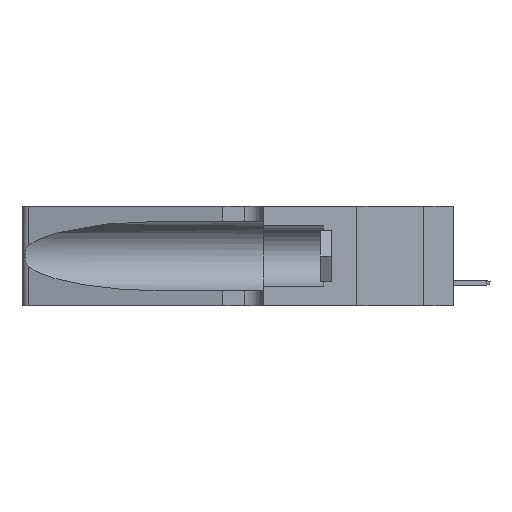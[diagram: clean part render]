
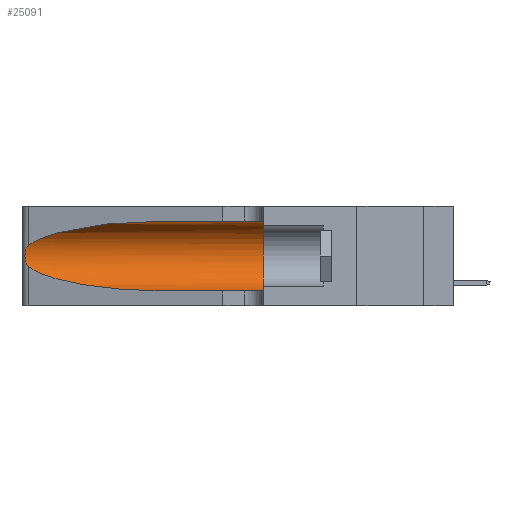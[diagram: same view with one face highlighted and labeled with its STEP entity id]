
A CAD part, left-side view. The second image highlights one B-rep face of the part: STEP entity #25091.
In plain terms, the highlighted cylindrical face has radius 3.308 mm (diameter 6.617 mm), a partial arc.
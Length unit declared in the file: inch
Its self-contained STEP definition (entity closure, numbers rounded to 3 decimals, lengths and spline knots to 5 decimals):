
#589 = EDGE_CURVE ( 'NONE', #16325, #19757, #31386, .T. ) ;
#2872 = DIRECTION ( 'NONE',  ( 0., 0., -1. ) ) ;
#3279 = EDGE_CURVE ( 'NONE', #12108, #14439, #25281, .T. ) ;
#4034 = CARTESIAN_POINT ( 'NONE',  ( 0.1305, 0.35, 0.31525 ) ) ;
#4464 = CARTESIAN_POINT ( 'NONE',  ( 0.1305, 0.35, 0.05475 ) ) ;
#4846 = CARTESIAN_POINT ( 'NONE',  ( 0.26075, 1.23896, 0.178 ) ) ;
#5018 = CARTESIAN_POINT ( 'NONE',  ( 0.26018, 1.23835, 0.19895 ) ) ;
#5432 = AXIS2_PLACEMENT_3D ( 'NONE', #18261, #12017, #6670 ) ;
#6309 = CARTESIAN_POINT ( 'NONE',  ( 0.1305, 0.72297, 0.05475 ) ) ;
#6670 = DIRECTION ( 'NONE',  ( 0., 0., 1. ) ) ;
#7790 = CARTESIAN_POINT ( 'NONE',  ( 0.25856, 1.23593, 0.16098 ) ) ;
#7956 = EDGE_CURVE ( 'NONE', #23231, #16325, #33212, .T. ) ;
#7966 = CARTESIAN_POINT ( 'NONE',  ( 0.25639, 1.23184, 0.21858 ) ) ;
#8335 = CARTESIAN_POINT ( 'NONE',  ( 0.25639, 1.23186, 0.15144 ) ) ;
#10569 = CARTESIAN_POINT ( 'NONE',  ( 0.25555, 1.22994, 0.2215 ) ) ;
#10747 = CARTESIAN_POINT ( 'NONE',  ( 0.25487, 1.22718, 0.22369 ) ) ;
#11106 = CARTESIAN_POINT ( 'NONE',  ( 0.25854, 1.2359, 0.20912 ) ) ;
#12017 = DIRECTION ( 'NONE',  ( 0., 1., 0. ) ) ;
#12108 = VERTEX_POINT ( 'NONE', #14123 ) ;
#13651 = DIRECTION ( 'NONE',  ( 0., -1., 0. ) ) ;
#14123 = CARTESIAN_POINT ( 'NONE',  ( 0.25487, 1.22718, 0.14631 ) ) ;
#14420 = EDGE_CURVE ( 'NONE', #23231, #22124, #30475, .T. ) ;
#14439 = VERTEX_POINT ( 'NONE', #6309 ) ;
#16325 = VERTEX_POINT ( 'NONE', #4034 ) ;
#16402 = CARTESIAN_POINT ( 'NONE',  ( 0.1305, 1.61858, 0.31525 ) ) ;
#16656 = FACE_OUTER_BOUND ( 'NONE', #29732, .T. ) ;
#17220 = DIRECTION ( 'NONE',  ( 0., -1., 0. ) ) ;
#17395 = LINE ( 'NONE', #22746, #22916 ) ;
#17586 = CARTESIAN_POINT ( 'NONE',  ( 0.1305, 0.72297, 0.05475 ) ) ;
#18261 = CARTESIAN_POINT ( 'NONE',  ( 0.1305, 0.35, 0.185 ) ) ;
#19757 = VERTEX_POINT ( 'NONE', #4464 ) ;
#20591 = ORIENTED_EDGE ( 'NONE', *, *, #3279, .T. ) ;
#21793 = CARTESIAN_POINT ( 'NONE',  ( 0.25555, 1.22993, 0.14849 ) ) ;
#21959 = VECTOR ( 'NONE', #13651, 39.37008 ) ;
#22124 = VERTEX_POINT ( 'NONE', #30291 ) ;
#22340 = CARTESIAN_POINT ( 'NONE',  ( 0.26017, 1.23833, 0.17102 ) ) ;
#22384 = DIRECTION ( 'NONE',  ( 0., -1., 0. ) ) ;
#22743 = ORIENTED_EDGE ( 'NONE', *, *, #25253, .T. ) ;
#22746 = CARTESIAN_POINT ( 'NONE',  ( 0.1305, 1.61858, 0.05475 ) ) ;
#22899 = CARTESIAN_POINT ( 'NONE',  ( 0.2373, 1.15595, 0.28018 ) ) ;
#22916 = VECTOR ( 'NONE', #17220, 39.37008 ) ;
#23231 = VERTEX_POINT ( 'NONE', #26116 ) ;
#23405 = B_SPLINE_CURVE_WITH_KNOTS ( 'NONE', 3,
 ( #10747, #10569, #7966, #36378, #11106, #5018, #30290, #4846, #22340, #7790, #33614, #8335, #21793, #33067 ),
 .UNSPECIFIED., .F., .F.,
 ( 4, 2, 2, 2, 2, 2, 4 ),
 ( 0., 0.00027, 0.00053, 0.00107, 0.0016, 0.00187, 0.00214 ),
 .UNSPECIFIED. ) ;
#24273 = ORIENTED_EDGE ( 'NONE', *, *, #34161, .T. ) ;
#25091 = ADVANCED_FACE ( 'NONE', ( #16656 ), #25337, .F. ) ;
#25253 = EDGE_CURVE ( 'NONE', #14439, #19757, #17395, .T. ) ;
#25281 =( BOUNDED_CURVE ( )  B_SPLINE_CURVE ( 3, ( #29075, #34408, #31643, #17586 ),
 .UNSPECIFIED., .F., .F. ) 
 B_SPLINE_CURVE_WITH_KNOTS ( ( 4, 4 ),
 ( 3.44316, 4.71239 ),
 .UNSPECIFIED. ) 
 CURVE ( )  GEOMETRIC_REPRESENTATION_ITEM ( )  RATIONAL_B_SPLINE_CURVE ( ( 1., 0.87, 0.87, 1. ) ) 
 REPRESENTATION_ITEM ( '' )  );
#25337 = CYLINDRICAL_SURFACE ( 'NONE', #26447, 0.13025 ) ;
#25357 = ORIENTED_EDGE ( 'NONE', *, *, #14420, .T. ) ;
#25848 = CARTESIAN_POINT ( 'NONE',  ( 0.18966, 0.96281, 0.31525 ) ) ;
#26116 = CARTESIAN_POINT ( 'NONE',  ( 0.1305, 0.72297, 0.31525 ) ) ;
#26447 = AXIS2_PLACEMENT_3D ( 'NONE', #35867, #22384, #2872 ) ;
#29075 = CARTESIAN_POINT ( 'NONE',  ( 0.25487, 1.22718, 0.14631 ) ) ;
#29732 = EDGE_LOOP ( 'NONE', ( #25357, #24273, #20591, #22743, #33489, #31793 ) ) ;
#30290 = CARTESIAN_POINT ( 'NONE',  ( 0.26075, 1.23896, 0.19203 ) ) ;
#30291 = CARTESIAN_POINT ( 'NONE',  ( 0.25487, 1.22718, 0.22369 ) ) ;
#30475 =( BOUNDED_CURVE ( )  B_SPLINE_CURVE ( 3, ( #31417, #25848, #22899, #31782 ),
 .UNSPECIFIED., .F., .F. ) 
 B_SPLINE_CURVE_WITH_KNOTS ( ( 4, 4 ),
 ( 1.5708, 2.84003 ),
 .UNSPECIFIED. ) 
 CURVE ( )  GEOMETRIC_REPRESENTATION_ITEM ( )  RATIONAL_B_SPLINE_CURVE ( ( 1., 0.87, 0.87, 1. ) ) 
 REPRESENTATION_ITEM ( '' )  );
#31386 = CIRCLE ( 'NONE', #5432, 0.13025 ) ;
#31417 = CARTESIAN_POINT ( 'NONE',  ( 0.1305, 0.72297, 0.31525 ) ) ;
#31643 = CARTESIAN_POINT ( 'NONE',  ( 0.18966, 0.96281, 0.05475 ) ) ;
#31782 = CARTESIAN_POINT ( 'NONE',  ( 0.25487, 1.22718, 0.22369 ) ) ;
#31793 = ORIENTED_EDGE ( 'NONE', *, *, #7956, .F. ) ;
#33067 = CARTESIAN_POINT ( 'NONE',  ( 0.25487, 1.22718, 0.14631 ) ) ;
#33212 = LINE ( 'NONE', #16402, #21959 ) ;
#33489 = ORIENTED_EDGE ( 'NONE', *, *, #589, .F. ) ;
#33614 = CARTESIAN_POINT ( 'NONE',  ( 0.25789, 1.23486, 0.15765 ) ) ;
#34161 = EDGE_CURVE ( 'NONE', #22124, #12108, #23405, .T. ) ;
#34408 = CARTESIAN_POINT ( 'NONE',  ( 0.2373, 1.15595, 0.08982 ) ) ;
#35867 = CARTESIAN_POINT ( 'NONE',  ( 0.1305, 1.61858, 0.185 ) ) ;
#36378 = CARTESIAN_POINT ( 'NONE',  ( 0.25787, 1.23484, 0.2124 ) ) ;
